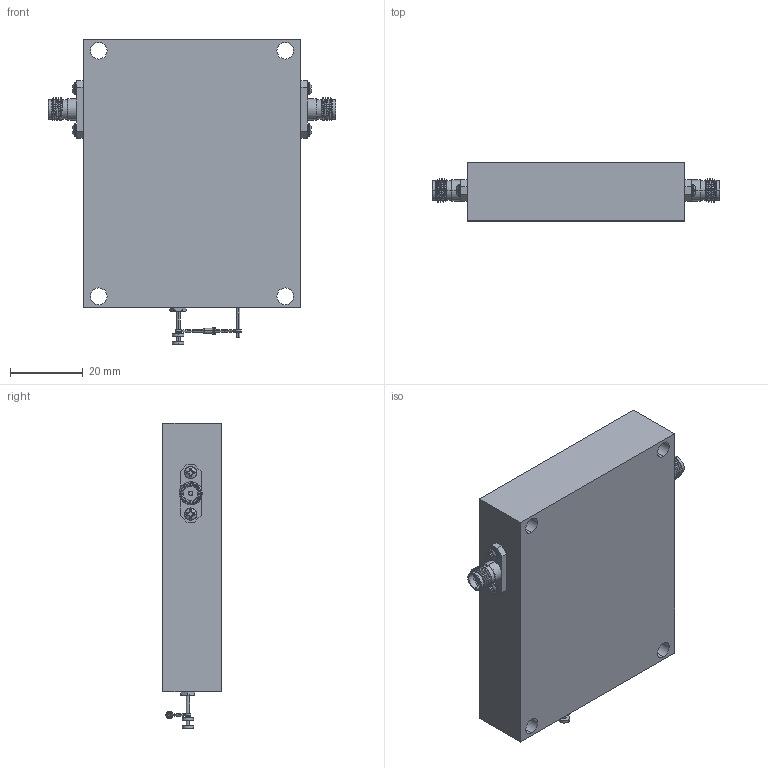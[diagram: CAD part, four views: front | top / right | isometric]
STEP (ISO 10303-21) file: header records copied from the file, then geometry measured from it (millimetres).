
FILE_DESCRIPTION (( 'STEP AP214' ), '1' );
FILE_NAME ('PE15A5044.STEP', '2017-08-02T17:04:30', ( '' ), ( '' ), 'SwSTEP 2.0', 'SolidWorks 2014', '' );
FILE_SCHEMA (( 'AUTOMOTIVE_DESIGN' ));
Length unit declared in the file: inch
Products named in the file (1): PE15A5044
Bounding box: 79.1 x 16.03 x 84.07 mm (x, y, z)
Volume: 70599.4 mm3; surface area: 15591.6 mm2
Topology: 13 solids, 13 shells, 1201 faces, 3135 edges, 2067 vertices
Faces by surface type: plane 598, cylinder 249, bspline 247, cone 65, torus 34, sphere 8
Entity records: 67236 total; most frequent: CARTESIAN_POINT 27181, ORIENTED_EDGE 6270, DIRECTION 4746, EDGE_CURVE 3135, VERTEX_POINT 2067, LINE 1782, VECTOR 1782, AXIS2_PLACEMENT_3D 1482
